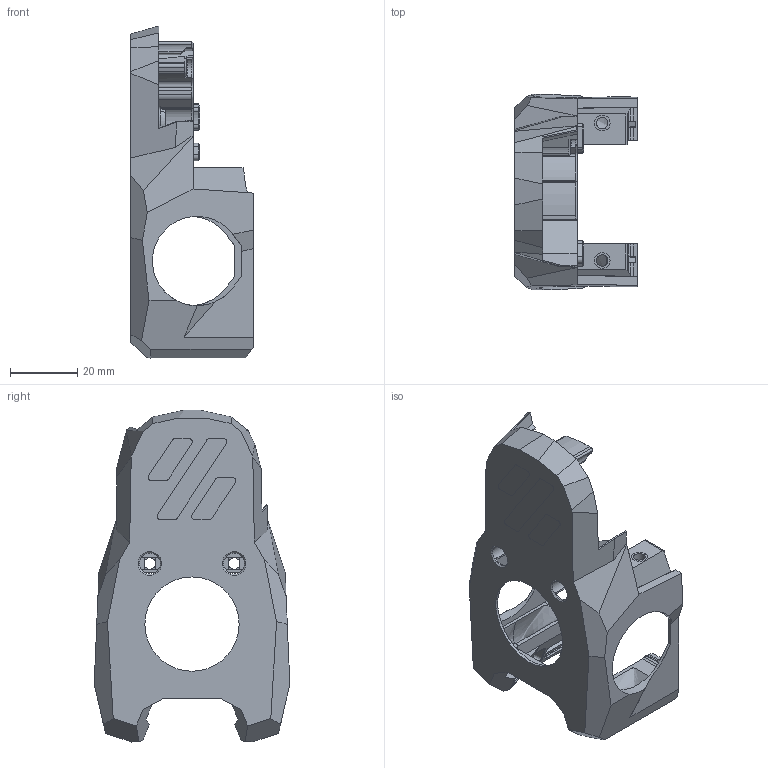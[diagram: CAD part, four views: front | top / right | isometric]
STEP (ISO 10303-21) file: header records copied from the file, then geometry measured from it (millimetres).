
FILE_DESCRIPTION(/* description */ (''),/* implementation_level */ '2;1');
FILE_NAME(/* name */ 'Front Cowling modificat (1).step',/* time_stamp */ '2023-08-28T09:04:10+02:00',/* author */ (''),/* organization */ (''),/* preprocessor_version */ 'ST-DEVELOPER v20',/* originating_system */ 'Autodesk Translation Framework v12.9.0.99',/* authorisation */ '');
FILE_SCHEMA (('AUTOMOTIVE_DESIGN { 1 0 10303 214 3 1 1 }'));
Length unit declared in the file: millimetre
Products named in the file (3): Front Cowling modificat (1); Front Cowling (1) (1); Logo Insert (1) (1)
Assembly tree (2 placements, depth 2):
  Front Cowling modificat (1)
    Front Cowling (1) (1)
    Logo Insert (1) (1)
Bounding box: 36.34 x 58.07 x 98.56 mm (x, y, z)
Volume: 40439.1 mm3; surface area: 21690.8 mm2
Topology: 4 solids, 4 shells, 647 faces, 1737 edges, 1083 vertices
Faces by surface type: plane 314, cylinder 146, bspline 98, cone 81, sphere 6, torus 2
Full cylindrical faces by diameter (mm): 3.4 x4, 3.7 x1, 4.7 x3, 6 x3, 6.2 x2, 8.1 x1, 28 x1
Entity records: 32170 total; most frequent: CARTESIAN_POINT 16344, ORIENTED_EDGE 3460, DIRECTION 3106, EDGE_CURVE 1730, VERTEX_POINT 1083, AXIS2_PLACEMENT_3D 1047, LINE 1012, VECTOR 1012
